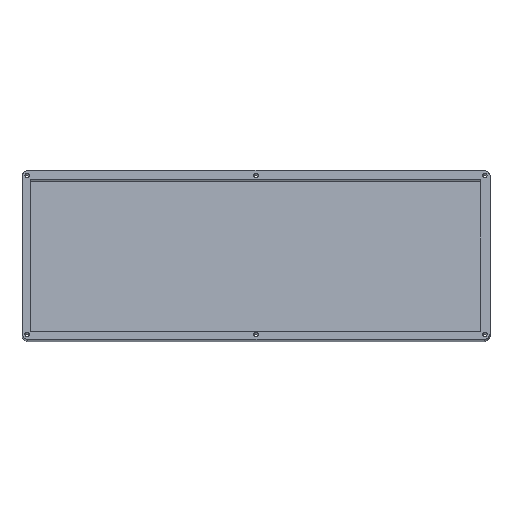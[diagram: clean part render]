
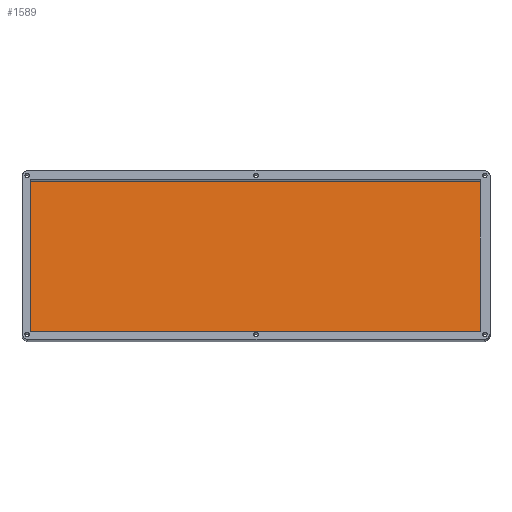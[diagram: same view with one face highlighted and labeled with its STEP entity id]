
A CAD part, top view. The second image highlights one B-rep face of the part: STEP entity #1589.
In plain terms, the highlighted planar face has unit normal (0, 0.104, 0.995).
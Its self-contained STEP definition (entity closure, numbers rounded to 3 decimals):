
#940 = VERTEX_POINT('',#941);
#941 = CARTESIAN_POINT('',(6.5,126.539,7.746));
#947 = EDGE_CURVE('',#948,#940,#950,.T.);
#948 = VERTEX_POINT('',#949);
#949 = CARTESIAN_POINT('',(361.5,126.539,7.746));
#950 = LINE('',#951,#952);
#951 = CARTESIAN_POINT('',(361.5,126.539,7.746));
#952 = VECTOR('',#953,1.);
#953 = DIRECTION('',(-1.,0.,0.));
#971 = EDGE_CURVE('',#940,#972,#974,.T.);
#972 = VERTEX_POINT('',#973);
#973 = CARTESIAN_POINT('',(6.5,7.196,20.289));
#974 = LINE('',#975,#976);
#975 = CARTESIAN_POINT('',(6.5,126.539,7.746));
#976 = VECTOR('',#977,1.);
#977 = DIRECTION('',(0.,-0.995,0.105)
  );
#1029 = EDGE_CURVE('',#948,#1030,#1032,.T.);
#1030 = VERTEX_POINT('',#1031);
#1031 = CARTESIAN_POINT('',(361.5,7.196,20.289));
#1032 = LINE('',#1033,#1034);
#1033 = CARTESIAN_POINT('',(361.5,126.539,7.746));
#1034 = VECTOR('',#1035,1.);
#1035 = DIRECTION('',(0.,-0.995,0.105
    ));
#1065 = EDGE_CURVE('',#1030,#972,#1066,.T.);
#1066 = LINE('',#1067,#1068);
#1067 = CARTESIAN_POINT('',(361.5,7.196,20.289));
#1068 = VECTOR('',#1069,1.);
#1069 = DIRECTION('',(-1.,0.,0.));
#1589 = ADVANCED_FACE('',(#1590),#1596,.T.);
#1590 = FACE_BOUND('',#1591,.T.);
#1591 = EDGE_LOOP('',(#1592,#1593,#1594,#1595));
#1592 = ORIENTED_EDGE('',*,*,#1029,.F.);
#1593 = ORIENTED_EDGE('',*,*,#947,.T.);
#1594 = ORIENTED_EDGE('',*,*,#971,.T.);
#1595 = ORIENTED_EDGE('',*,*,#1065,.F.);
#1596 = PLANE('',#1597);
#1597 = AXIS2_PLACEMENT_3D('',#1598,#1599,#1600);
#1598 = CARTESIAN_POINT('',(361.5,126.539,7.746));
#1599 = DIRECTION('',(0.,0.105,0.995)
  );
#1600 = DIRECTION('',(-1.,0.,0.));
